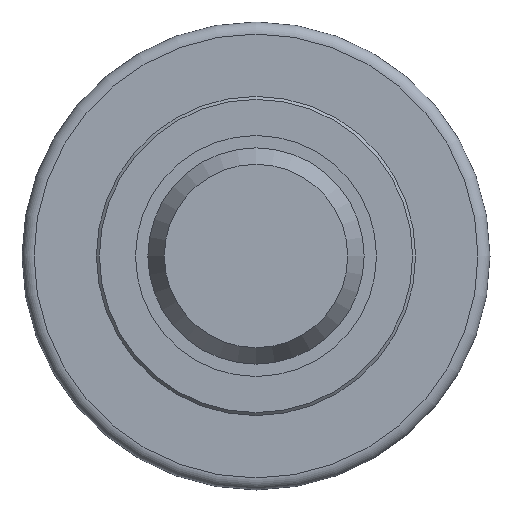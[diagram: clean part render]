
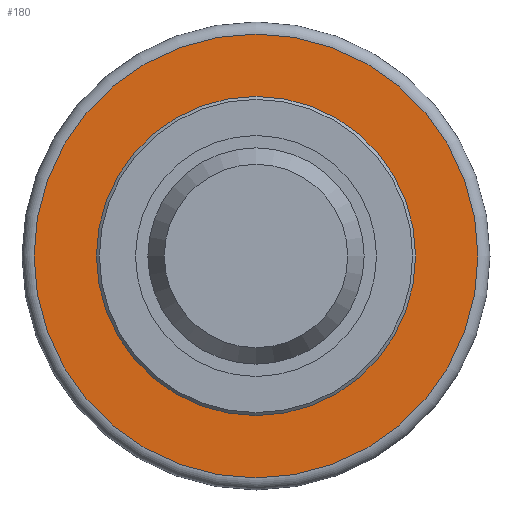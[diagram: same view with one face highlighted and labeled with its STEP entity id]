
A CAD part, left-side view. The second image highlights one B-rep face of the part: STEP entity #180.
In plain terms, the highlighted planar face has unit normal (-1, 0, 0).
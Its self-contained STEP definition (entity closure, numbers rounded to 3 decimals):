
#22=FACE_BOUND('',#61,.T.);
#45=FACE_OUTER_BOUND('',#60,.T.);
#60=EDGE_LOOP('',(#143));
#61=EDGE_LOOP('',(#144));
#73=CIRCLE('',#213,26.5);
#74=CIRCLE('',#215,36.85);
#90=VERTEX_POINT('',#321);
#91=VERTEX_POINT('',#325);
#108=EDGE_CURVE('',#90,#90,#73,.T.);
#110=EDGE_CURVE('',#91,#91,#74,.T.);
#143=ORIENTED_EDGE('',*,*,#110,.F.);
#144=ORIENTED_EDGE('',*,*,#108,.T.);
#171=PLANE('',#214);
#180=ADVANCED_FACE('',(#45,#22),#171,.T.);
#213=AXIS2_PLACEMENT_3D('',#322,#261,#262);
#214=AXIS2_PLACEMENT_3D('',#324,#264,#265);
#215=AXIS2_PLACEMENT_3D('',#326,#266,#267);
#261=DIRECTION('center_axis',(1.,0.,0.));
#262=DIRECTION('ref_axis',(0.,0.,-1.));
#264=DIRECTION('center_axis',(-1.,0.,0.));
#265=DIRECTION('ref_axis',(0.,0.,1.));
#266=DIRECTION('center_axis',(1.,0.,0.));
#267=DIRECTION('ref_axis',(0.,0.,-1.));
#321=CARTESIAN_POINT('',(-1.75,-26.5,0.));
#322=CARTESIAN_POINT('Origin',(-1.75,0.,0.));
#324=CARTESIAN_POINT('Origin',(-1.75,36.85,0.));
#325=CARTESIAN_POINT('',(-1.75,0.,36.85));
#326=CARTESIAN_POINT('Origin',(-1.75,0.,0.));
